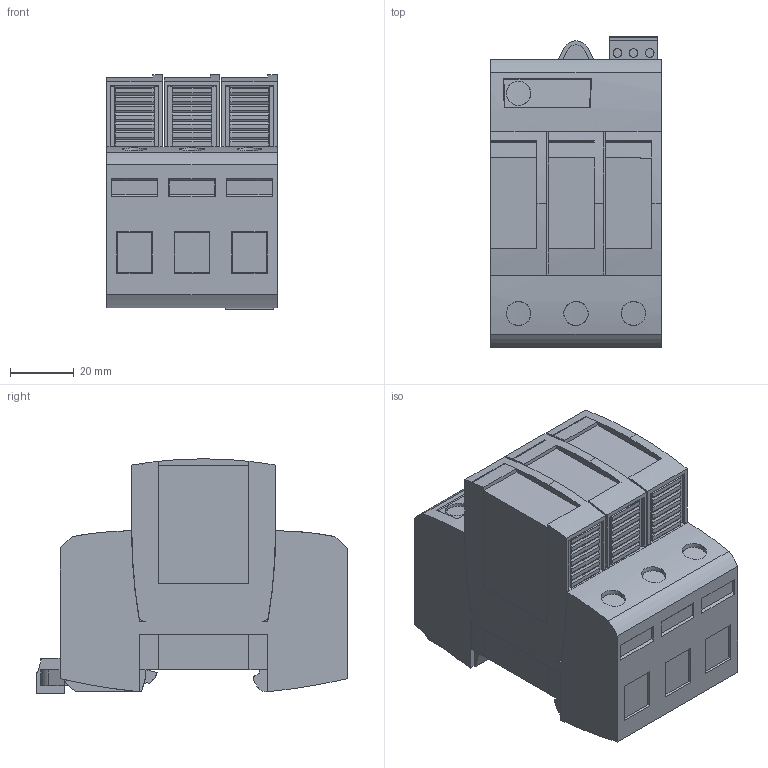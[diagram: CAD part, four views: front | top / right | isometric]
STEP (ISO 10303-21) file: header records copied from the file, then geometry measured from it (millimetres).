
FILE_DESCRIPTION (( 'STEP AP203' ), '1' );
FILE_NAME ('908348.step', '2021-03-03T20:09:55', ( '' ), ( '' ), 'SwSTEP 2.0', 'SolidWorks 2019', '' );
FILE_SCHEMA (( 'CONFIG_CONTROL_DESIGN' ));
Length unit declared in the file: inch
Products named in the file (1): 908348
Bounding box: 53.5 x 97.3 x 73.4 mm (x, y, z)
Volume: 271837 mm3; surface area: 35733.8 mm2
Topology: 1 solids, 1 shells, 672 faces, 1914 edges, 1264 vertices
Faces by surface type: plane 506, cylinder 128, cone 14, torus 12, bspline 12
Entity records: 23134 total; most frequent: CARTESIAN_POINT 6293, ORIENTED_EDGE 3828, DIRECTION 2975, EDGE_CURVE 1914, VECTOR 1323, LINE 1323, VERTEX_POINT 1264, AXIS2_PLACEMENT_3D 826
